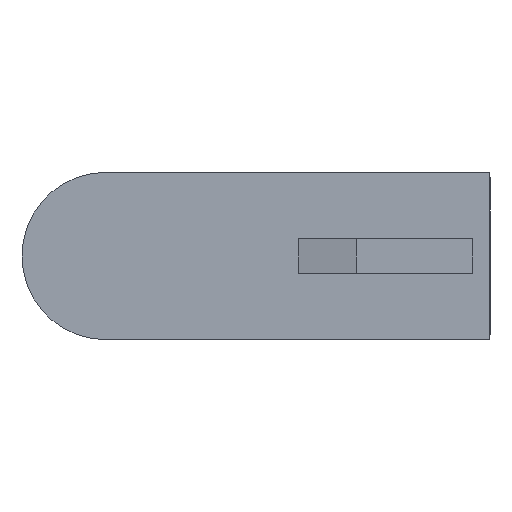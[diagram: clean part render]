
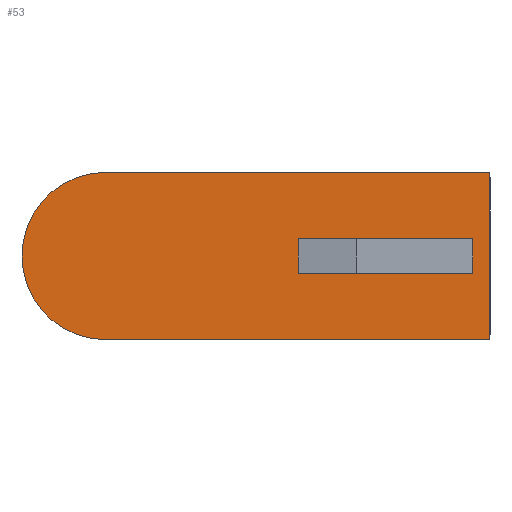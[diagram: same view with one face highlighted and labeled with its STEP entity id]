
A CAD part, top view. The second image highlights one B-rep face of the part: STEP entity #53.
In plain terms, the highlighted planar face has unit normal (0, 0, 1).
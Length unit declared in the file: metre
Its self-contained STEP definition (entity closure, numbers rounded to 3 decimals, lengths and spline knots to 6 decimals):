
#53=ADVANCED_FACE('',(#101,#102),#103,.F.);
#101=FACE_OUTER_BOUND('',#142,.T.);
#102=FACE_BOUND('',#143,.T.);
#103=PLANE('',#144);
#142=EDGE_LOOP('',(#222,#223,#224,#225));
#143=EDGE_LOOP('',(#226,#227,#228,#229));
#144=AXIS2_PLACEMENT_3D('',#230,#231,#232);
#222=ORIENTED_EDGE('',*,*,#268,.F.);
#223=ORIENTED_EDGE('',*,*,#254,.F.);
#224=ORIENTED_EDGE('',*,*,#259,.F.);
#225=ORIENTED_EDGE('',*,*,#263,.F.);
#226=ORIENTED_EDGE('',*,*,#257,.T.);
#227=ORIENTED_EDGE('',*,*,#271,.T.);
#228=ORIENTED_EDGE('',*,*,#273,.T.);
#229=ORIENTED_EDGE('',*,*,#247,.T.);
#230=CARTESIAN_POINT('',(0.43402,0.533231,0.0166));
#231=DIRECTION('',(0.,0.,-1.0));
#232=DIRECTION('',(-1.0,0.0,0.));
#247=EDGE_CURVE('',#286,#287,#288,.T.);
#254=EDGE_CURVE('',#297,#293,#299,.T.);
#257=EDGE_CURVE('',#287,#301,#303,.T.);
#259=EDGE_CURVE('',#305,#297,#306,.T.);
#263=EDGE_CURVE('',#311,#305,#312,.T.);
#268=EDGE_CURVE('',#293,#311,#318,.T.);
#271=EDGE_CURVE('',#301,#320,#322,.T.);
#273=EDGE_CURVE('',#320,#286,#324,.T.);
#286=VERTEX_POINT('',#341);
#287=VERTEX_POINT('',#342);
#288=LINE('',#343,#344);
#293=VERTEX_POINT('',#351);
#297=VERTEX_POINT('',#357);
#299=LINE('',#360,#361);
#301=VERTEX_POINT('',#363);
#303=LINE('',#366,#367);
#305=VERTEX_POINT('',#369);
#306=LINE('',#370,#371);
#311=VERTEX_POINT('',#378);
#312=CIRCLE('',#379,0.001442);
#318=LINE('',#387,#388);
#320=VERTEX_POINT('',#390);
#322=LINE('',#393,#394);
#324=LINE('',#396,#397);
#341=CARTESIAN_POINT('',(0.337245,0.506952,0.0166));
#342=CARTESIAN_POINT('',(0.340245,0.506952,0.0166));
#343=CARTESIAN_POINT('',(0.340245,0.506952,0.0166));
#344=VECTOR('',#404,1.0);
#351=CARTESIAN_POINT('',(0.340545,0.50521,0.0166));
#357=CARTESIAN_POINT('',(0.340545,0.508094,0.0166));
#360=CARTESIAN_POINT('',(0.340545,0.533267,0.0166));
#361=VECTOR('',#410,1.0);
#363=CARTESIAN_POINT('',(0.340245,0.506352,0.0166));
#366=CARTESIAN_POINT('',(0.340245,0.506402,0.0166));
#367=VECTOR('',#412,1.0);
#369=CARTESIAN_POINT('',(0.333925,0.508094,0.0166));
#370=CARTESIAN_POINT('',(0.43402,0.508094,0.0166));
#371=VECTOR('',#413,1.0);
#378=CARTESIAN_POINT('',(0.333925,0.50521,0.0166));
#379=AXIS2_PLACEMENT_3D('',#416,#417,#418);
#387=CARTESIAN_POINT('',(0.43402,0.50521,0.0166));
#388=VECTOR('',#424,1.0);
#390=CARTESIAN_POINT('',(0.337245,0.506352,0.0166));
#393=CARTESIAN_POINT('',(0.337745,0.506352,0.0166));
#394=VECTOR('',#426,1.0);
#396=CARTESIAN_POINT('',(0.337245,0.506902,0.0166));
#397=VECTOR('',#427,1.0);
#404=DIRECTION('',(1.0,0.0,0.0));
#410=DIRECTION('',(0.,-1.0,0.));
#412=DIRECTION('',(0.0,-1.0,0.0));
#413=DIRECTION('',(1.0,0.,0.));
#416=CARTESIAN_POINT('',(0.333925,0.506652,0.0166));
#417=DIRECTION('',(0.,0.,-1.0));
#418=DIRECTION('',(-1.0,0.0,0.));
#424=DIRECTION('',(-1.0,0.,0.));
#426=DIRECTION('',(-1.0,0.0,0.0));
#427=DIRECTION('',(0.0,1.0,0.0));
